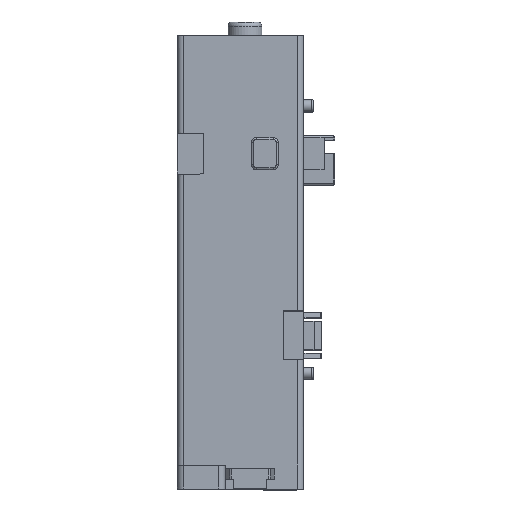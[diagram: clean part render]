
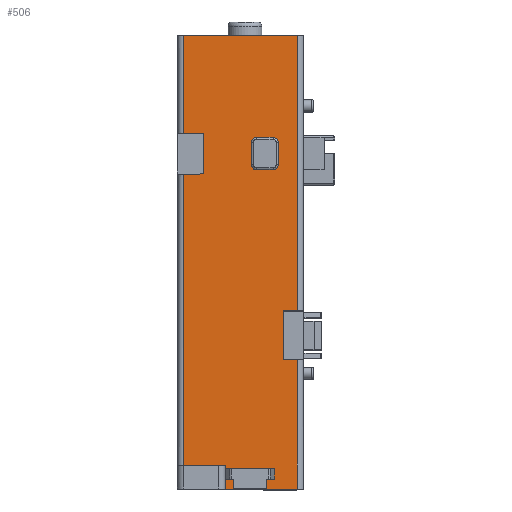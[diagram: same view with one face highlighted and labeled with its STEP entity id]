
A CAD part, top view. The second image highlights one B-rep face of the part: STEP entity #506.
In plain terms, the highlighted planar face has unit normal (0, 0, 1).
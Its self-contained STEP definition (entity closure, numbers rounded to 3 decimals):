
#506=ADVANCED_FACE('Corps principal',(#1395,#1396,#1397),#1398,.F.);
#1395=FACE_OUTER_BOUND('',#2710,.T.);
#1396=FACE_BOUND('',#2711,.T.);
#1397=FACE_BOUND('',#2712,.T.);
#1398=PLANE('',#2713);
#2710=EDGE_LOOP('',(#4207,#4208,#4209,#4210,#4211,#4212,#4213,#4214,#4215,#4216,#4217,#4218,#4219,#4220));
#2711=EDGE_LOOP('',(#4221,#4222,#4223,#4224,#4225,#4226,#4227,#4228));
#2712=EDGE_LOOP('',(#4229,#4230,#4231,#4232,#4233,#4234,#4235,#4236));
#2713=AXIS2_PLACEMENT_3D('',#4237,#4238,#4239);
#4207=ORIENTED_EDGE('',*,*,#7797,.T.);
#4208=ORIENTED_EDGE('',*,*,#7806,.F.);
#4209=ORIENTED_EDGE('',*,*,#7778,.F.);
#4210=ORIENTED_EDGE('',*,*,#7870,.F.);
#4211=ORIENTED_EDGE('',*,*,#7890,.F.);
#4212=ORIENTED_EDGE('',*,*,#7891,.T.);
#4213=ORIENTED_EDGE('',*,*,#7892,.F.);
#4214=ORIENTED_EDGE('',*,*,#7893,.F.);
#4215=ORIENTED_EDGE('',*,*,#7894,.F.);
#4216=ORIENTED_EDGE('',*,*,#7895,.T.);
#4217=ORIENTED_EDGE('',*,*,#7896,.F.);
#4218=ORIENTED_EDGE('',*,*,#7897,.F.);
#4219=ORIENTED_EDGE('',*,*,#7898,.T.);
#4220=ORIENTED_EDGE('',*,*,#7862,.F.);
#4221=ORIENTED_EDGE('',*,*,#7899,.T.);
#4222=ORIENTED_EDGE('',*,*,#7900,.T.);
#4223=ORIENTED_EDGE('',*,*,#7901,.T.);
#4224=ORIENTED_EDGE('',*,*,#7902,.T.);
#4225=ORIENTED_EDGE('',*,*,#7903,.T.);
#4226=ORIENTED_EDGE('',*,*,#7904,.F.);
#4227=ORIENTED_EDGE('',*,*,#7905,.T.);
#4228=ORIENTED_EDGE('',*,*,#7906,.T.);
#4229=ORIENTED_EDGE('',*,*,#7907,.F.);
#4230=ORIENTED_EDGE('',*,*,#7908,.F.);
#4231=ORIENTED_EDGE('',*,*,#7909,.F.);
#4232=ORIENTED_EDGE('',*,*,#7910,.F.);
#4233=ORIENTED_EDGE('',*,*,#7911,.F.);
#4234=ORIENTED_EDGE('',*,*,#7912,.F.);
#4235=ORIENTED_EDGE('',*,*,#7913,.F.);
#4236=ORIENTED_EDGE('',*,*,#7914,.F.);
#4237=CARTESIAN_POINT('',(-14.5,86.0,45.0));
#4238=DIRECTION('',(0.0,0.0,-1.0));
#4239=DIRECTION('',(0.0,-1.0,0.0));
#7778=EDGE_CURVE('',#9311,#9312,#9313,.T.);
#7797=EDGE_CURVE('',#9339,#9337,#9340,.T.);
#7806=EDGE_CURVE('',#9312,#9337,#9348,.T.);
#7862=EDGE_CURVE('',#9339,#9422,#9423,.F.);
#7870=EDGE_CURVE('',#9434,#9311,#9436,.F.);
#7890=EDGE_CURVE('',#9472,#9434,#9473,.T.);
#7891=EDGE_CURVE('',#9472,#9474,#9475,.T.);
#7892=EDGE_CURVE('',#9476,#9474,#9477,.F.);
#7893=EDGE_CURVE('',#9478,#9476,#9479,.T.);
#7894=EDGE_CURVE('',#9480,#9478,#9481,.F.);
#7895=EDGE_CURVE('',#9480,#9482,#9483,.T.);
#7896=EDGE_CURVE('',#9484,#9482,#9485,.T.);
#7897=EDGE_CURVE('',#9486,#9484,#9487,.F.);
#7898=EDGE_CURVE('',#9486,#9422,#9488,.T.);
#7899=EDGE_CURVE('',#9489,#9490,#9491,.T.);
#7900=EDGE_CURVE('',#9490,#9492,#9493,.T.);
#7901=EDGE_CURVE('',#9492,#9494,#9495,.T.);
#7902=EDGE_CURVE('',#9494,#9496,#9497,.T.);
#7903=EDGE_CURVE('',#9496,#9498,#9499,.T.);
#7904=EDGE_CURVE('',#9500,#9498,#9501,.T.);
#7905=EDGE_CURVE('',#9500,#9502,#9503,.T.);
#7906=EDGE_CURVE('',#9502,#9489,#9504,.T.);
#7907=EDGE_CURVE('',#9505,#9506,#9507,.F.);
#7908=EDGE_CURVE('',#9508,#9505,#9509,.F.);
#7909=EDGE_CURVE('',#9510,#9508,#9511,.F.);
#7910=EDGE_CURVE('',#9512,#9510,#9513,.F.);
#7911=EDGE_CURVE('',#9514,#9512,#9515,.F.);
#7912=EDGE_CURVE('',#9516,#9514,#9517,.F.);
#7913=EDGE_CURVE('',#9518,#9516,#9519,.F.);
#7914=EDGE_CURVE('',#9506,#9518,#9520,.F.);
#9311=VERTEX_POINT('',#11514);
#9312=VERTEX_POINT('',#11515);
#9313=LINE('',#11516,#11517);
#9337=VERTEX_POINT('',#11563);
#9339=VERTEX_POINT('',#11569);
#9340=LINE('',#11570,#11571);
#9348=LINE('',#11587,#11588);
#9422=VERTEX_POINT('',#11722);
#9423=LINE('',#11723,#11724);
#9434=VERTEX_POINT('',#11739);
#9436=LINE('',#11741,#11742);
#9472=VERTEX_POINT('',#11791);
#9473=LINE('',#11792,#11793);
#9474=VERTEX_POINT('',#11794);
#9475=LINE('',#11795,#11796);
#9476=VERTEX_POINT('',#11797);
#9477=LINE('',#11798,#11799);
#9478=VERTEX_POINT('',#11800);
#9479=LINE('',#11801,#11802);
#9480=VERTEX_POINT('',#11803);
#9481=LINE('',#11804,#11805);
#9482=VERTEX_POINT('',#11806);
#9483=LINE('',#11807,#11808);
#9484=VERTEX_POINT('',#11809);
#9485=LINE('',#11810,#11811);
#9486=VERTEX_POINT('',#11812);
#9487=LINE('',#11813,#11814);
#9488=LINE('',#11815,#11816);
#9489=VERTEX_POINT('',#11817);
#9490=VERTEX_POINT('',#11818);
#9491=CIRCLE('',#11819,1.0);
#9492=VERTEX_POINT('',#11820);
#9493=LINE('',#11821,#11822);
#9494=VERTEX_POINT('',#11823);
#9495=CIRCLE('',#11824,1.0);
#9496=VERTEX_POINT('',#11825);
#9497=LINE('',#11826,#11827);
#9498=VERTEX_POINT('',#11828);
#9499=CIRCLE('',#11829,1.0);
#9500=VERTEX_POINT('',#11830);
#9501=LINE('',#11831,#11832);
#9502=VERTEX_POINT('',#11833);
#9503=CIRCLE('',#11834,1.0);
#9504=LINE('',#11835,#11836);
#9505=VERTEX_POINT('',#11837);
#9506=VERTEX_POINT('',#11838);
#9507=LINE('',#11839,#11840);
#9508=VERTEX_POINT('',#11841);
#9509=LINE('',#11842,#11843);
#9510=VERTEX_POINT('',#11844);
#9511=LINE('',#11845,#11846);
#9512=VERTEX_POINT('',#11847);
#9513=LINE('',#11848,#11849);
#9514=VERTEX_POINT('',#11850);
#9515=LINE('',#11851,#11852);
#9516=VERTEX_POINT('',#11853);
#9517=LINE('',#11854,#11855);
#9518=VERTEX_POINT('',#11856);
#9519=LINE('',#11857,#11858);
#9520=LINE('',#11859,#11860);
#11514=CARTESIAN_POINT('',(8.1,31.307,45.0));
#11515=CARTESIAN_POINT('',(5.3,31.307,45.0));
#11516=CARTESIAN_POINT('',(7.3,31.307,45.0));
#11517=VECTOR('',#14753,1.0);
#11563=CARTESIAN_POINT('',(5.3,21.693,45.0));
#11569=CARTESIAN_POINT('',(8.1,21.693,45.0));
#11570=CARTESIAN_POINT('',(7.3,21.693,45.0));
#11571=VECTOR('',#14762,1.0);
#11587=CARTESIAN_POINT('',(5.3,26.5,45.0));
#11588=VECTOR('',#14766,1.0);
#11722=CARTESIAN_POINT('',(8.1,-4.0,45.0));
#11723=CARTESIAN_POINT('',(8.1,40.39,45.0));
#11724=VECTOR('',#14800,1.0);
#11739=CARTESIAN_POINT('',(8.1,86.0,45.0));
#11741=CARTESIAN_POINT('',(8.1,40.39,45.0));
#11742=VECTOR('',#14811,1.0);
#11791=CARTESIAN_POINT('',(-14.5,86.0,45.0));
#11792=CARTESIAN_POINT('',(-3.2,86.0,45.0));
#11793=VECTOR('',#14837,1.0);
#11794=CARTESIAN_POINT('',(-14.5,66.542,45.0));
#11795=CARTESIAN_POINT('',(-14.5,76.271,45.0));
#11796=VECTOR('',#14838,1.0);
#11797=CARTESIAN_POINT('',(-10.462,66.538,45.0));
#11798=CARTESIAN_POINT('',(-12.481,66.54,45.0));
#11799=VECTOR('',#14839,1.0);
#11800=CARTESIAN_POINT('',(-10.462,58.462,45.0));
#11801=CARTESIAN_POINT('',(-10.462,62.5,45.0));
#11802=VECTOR('',#14840,1.0);
#11803=CARTESIAN_POINT('',(-14.5,58.458,45.0));
#11804=CARTESIAN_POINT('',(-12.481,58.46,45.0));
#11805=VECTOR('',#14841,1.0);
#11806=CARTESIAN_POINT('',(-14.5,0.661,45.0));
#11807=CARTESIAN_POINT('',(-14.5,29.56,45.0));
#11808=VECTOR('',#14842,1.0);
#11809=CARTESIAN_POINT('',(-6.2,0.661,45.0));
#11810=CARTESIAN_POINT('',(-10.35,0.661,45.0));
#11811=VECTOR('',#14843,1.0);
#11812=CARTESIAN_POINT('',(-6.2,-4.0,45.0));
#11813=CARTESIAN_POINT('',(-6.2,-1.67,45.0));
#11814=VECTOR('',#14844,1.0);
#11815=CARTESIAN_POINT('',(0.95,-4.0,45.0));
#11816=VECTOR('',#14845,1.0);
#11817=CARTESIAN_POINT('',(4.3,60.3,45.0));
#11818=CARTESIAN_POINT('',(3.3,59.3,45.0));
#11819=AXIS2_PLACEMENT_3D('',#14846,#14847,#14848);
#11820=CARTESIAN_POINT('',(0.,59.3,45.0));
#11821=CARTESIAN_POINT('',(1.65,59.3,45.0));
#11822=VECTOR('',#14849,1.0);
#11823=CARTESIAN_POINT('',(-1.0,60.3,45.0));
#11824=AXIS2_PLACEMENT_3D('',#14850,#14851,#14852);
#11825=CARTESIAN_POINT('',(-1.0,64.7,45.0));
#11826=CARTESIAN_POINT('',(-1.0,62.5,45.0));
#11827=VECTOR('',#14853,1.0);
#11828=CARTESIAN_POINT('',(0.,65.7,45.0));
#11829=AXIS2_PLACEMENT_3D('',#14854,#14855,#14856);
#11830=CARTESIAN_POINT('',(3.3,65.7,45.0));
#11831=CARTESIAN_POINT('',(1.65,65.7,45.0));
#11832=VECTOR('',#14857,1.0);
#11833=CARTESIAN_POINT('',(4.3,64.7,45.0));
#11834=AXIS2_PLACEMENT_3D('',#14858,#14859,#14860);
#11835=CARTESIAN_POINT('',(4.3,62.5,45.0));
#11836=VECTOR('',#14861,1.0);
#11837=CARTESIAN_POINT('',(3.5,-2.001,45.0));
#11838=CARTESIAN_POINT('',(3.5,0.0,45.0));
#11839=CARTESIAN_POINT('',(3.5,-1.001,45.0));
#11840=VECTOR('',#14862,1.0);
#11841=CARTESIAN_POINT('',(2.0,-2.014,45.0));
#11842=CARTESIAN_POINT('',(2.75,-2.008,45.0));
#11843=VECTOR('',#14863,1.0);
#11844=CARTESIAN_POINT('',(2.0,-3.8,45.0));
#11845=CARTESIAN_POINT('',(2.0,-2.907,45.0));
#11846=VECTOR('',#14864,1.0);
#11847=CARTESIAN_POINT('',(-4.6,-3.8,45.0));
#11848=CARTESIAN_POINT('',(-1.3,-3.8,45.0));
#11849=VECTOR('',#14865,1.0);
#11850=CARTESIAN_POINT('',(-4.6,-2.014,45.0));
#11851=CARTESIAN_POINT('',(-4.6,-2.907,45.0));
#11852=VECTOR('',#14866,1.0);
#11853=CARTESIAN_POINT('',(-6.1,-2.001,45.0));
#11854=CARTESIAN_POINT('',(-5.35,-2.007,45.0));
#11855=VECTOR('',#14867,1.0);
#11856=CARTESIAN_POINT('',(-6.1,0.0,45.0));
#11857=CARTESIAN_POINT('',(-6.1,-1.,45.0));
#11858=VECTOR('',#14868,1.0);
#11859=CARTESIAN_POINT('',(-1.3,0.0,45.0));
#11860=VECTOR('',#14869,1.0);
#14753=DIRECTION('',(-1.0,0.0,0.0));
#14762=DIRECTION('',(-1.0,0.0,0.0));
#14766=DIRECTION('',(0.0,-1.0,0.0));
#14800=DIRECTION('',(0.0,1.0,0.0));
#14811=DIRECTION('',(0.0,1.0,0.0));
#14837=DIRECTION('',(1.0,0.0,0.0));
#14838=DIRECTION('',(0.0,-1.0,0.0));
#14839=DIRECTION('',(1.,-0.001,0.0));
#14840=DIRECTION('',(0.0,1.0,0.0));
#14841=DIRECTION('',(-1.,-0.001,0.0));
#14842=DIRECTION('',(0.0,-1.0,0.0));
#14843=DIRECTION('',(-1.,0.,0.0));
#14844=DIRECTION('',(0.0,-1.0,0.0));
#14845=DIRECTION('',(1.0,0.0,0.0));
#14846=CARTESIAN_POINT('',(3.3,60.3,45.0));
#14847=DIRECTION('',(0.0,0.0,-1.0));
#14848=DIRECTION('',(1.0,0.0,0.0));
#14849=DIRECTION('',(-1.0,0.0,0.0));
#14850=CARTESIAN_POINT('',(0.,60.3,45.0));
#14851=DIRECTION('',(0.0,0.0,-1.0));
#14852=DIRECTION('',(1.0,0.0,0.0));
#14853=DIRECTION('',(0.0,1.0,0.0));
#14854=CARTESIAN_POINT('',(0.,64.7,45.0));
#14855=DIRECTION('',(0.0,0.0,-1.0));
#14856=DIRECTION('',(1.0,0.0,0.0));
#14857=DIRECTION('',(-1.0,0.0,0.0));
#14858=CARTESIAN_POINT('',(3.3,64.7,45.0));
#14859=DIRECTION('',(0.0,0.0,-1.0));
#14860=DIRECTION('',(1.0,0.0,0.0));
#14861=DIRECTION('',(0.0,-1.0,0.0));
#14862=DIRECTION('',(0.0,-1.0,0.0));
#14863=DIRECTION('',(-1.,-0.009,0.0));
#14864=DIRECTION('',(0.0,-1.0,0.0));
#14865=DIRECTION('',(-1.0,0.0,0.0));
#14866=DIRECTION('',(0.0,1.0,0.0));
#14867=DIRECTION('',(-1.,0.009,0.0));
#14868=DIRECTION('',(0.0,1.0,0.0));
#14869=DIRECTION('',(1.0,0.0,0.0));
